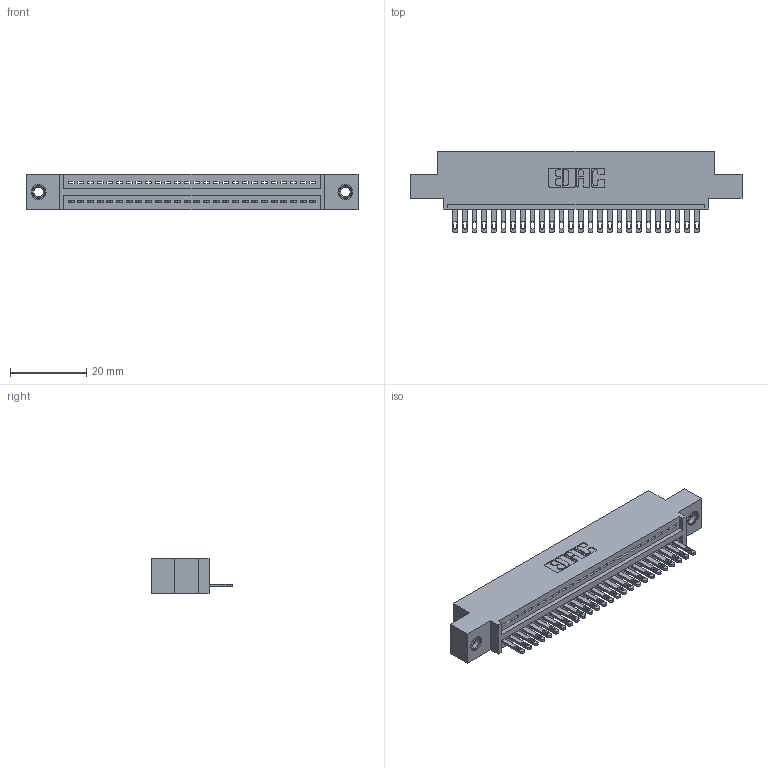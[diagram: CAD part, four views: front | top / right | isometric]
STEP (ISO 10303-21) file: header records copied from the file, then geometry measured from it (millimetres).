
FILE_DESCRIPTION (( 'STEP AP203' ), '1' );
FILE_NAME ('345-026-500-407.STEP', '2019-10-07T01:34:07', ( '' ), ( '' ), 'SwSTEP 2.0', 'SolidWorks 2016', '' );
FILE_SCHEMA (( 'CONFIG_CONTROL_DESIGN' ));
Length unit declared in the file: inch
Products named in the file (4): 345-250-001_345-250-005-103; 345 Part_0.110 Offset - 0.156 Dia-TI; 345-026-500-407; 345-292-001_345-293-100
Assembly tree (29 placements, depth 2):
  345-026-500-407
    345 Part_0.110 Offset - 0.156 Dia-TI
    345-292-001_345-293-100  x26
    345-250-001_345-250-005-103  x2
Bounding box: 87.25 x 21.51 x 9.4 mm (x, y, z)
Volume: 8085.1 mm3; surface area: 10699.8 mm2
Topology: 29 solids, 29 shells, 1594 faces, 4857 edges, 3230 vertices
Faces by surface type: plane 1000, cylinder 578, cone 12, torus 4
Entity records: 22970 total; most frequent: CARTESIAN_POINT 3961, ORIENTED_EDGE 3914, DIRECTION 3511, EDGE_CURVE 1957, LINE 1697, VECTOR 1697, VERTEX_POINT 1300, AXIS2_PLACEMENT_3D 907
